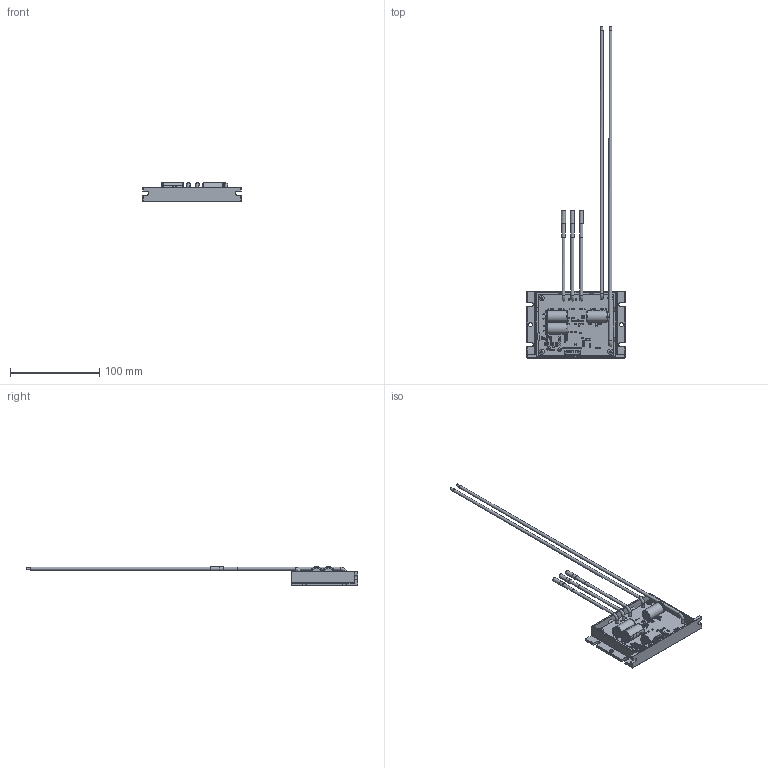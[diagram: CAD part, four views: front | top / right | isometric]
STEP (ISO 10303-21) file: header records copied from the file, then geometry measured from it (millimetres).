
FILE_DESCRIPTION (( 'STEP AP214' ), '1' );
FILE_NAME ('WS4820ZX01V02-SRP039.STEP', '2024-10-11T11:45:31', ( '' ), ( '' ), 'SwSTEP 2.0', 'SolidWorks 2018', '' );
FILE_SCHEMA (( 'AUTOMOTIVE_DESIGN' ));
Length unit declared in the file: millimetre
Products named in the file (4): WS4820ZX01V02-SRP039; SRP039; LS042; WS4820ZX01V02
Assembly tree (6 placements, depth 2):
  WS4820ZX01V02-SRP039
    SRP039
    WS4820ZX01V02
    LS042  x4
Bounding box: 110 x 372.19 x 21.31 mm (x, y, z)
Volume: 28939.1 mm3; surface area: 60436.8 mm2
Topology: 9 solids, 581 shells, 2406 faces, 12783 edges, 10929 vertices
Faces by surface type: plane 1704, cylinder 411, cone 175, torus 89, bspline 15, sphere 12
Full cylindrical faces by diameter (mm): 0.9 x2, 1 x6, 1.067 x21, 1.1 x6, 1.8 x3, 2.5 x6, 2.8 x2, 3 x60, 3.2 x4, 3.3 x10, 3.5 x3, 3.6 x3, 4.5 x2, 4.6 x3, 5.6 x4, 6 x4
Entity records: 190930 total; most frequent: CARTESIAN_POINT 86866, ORIENTED_EDGE 14766, DIRECTION 13364, EDGE_CURVE 12081, VERTEX_POINT 10618, LINE 6886, VECTOR 6886, B_SPLINE_CURVE_WITH_KNOTS 4047
